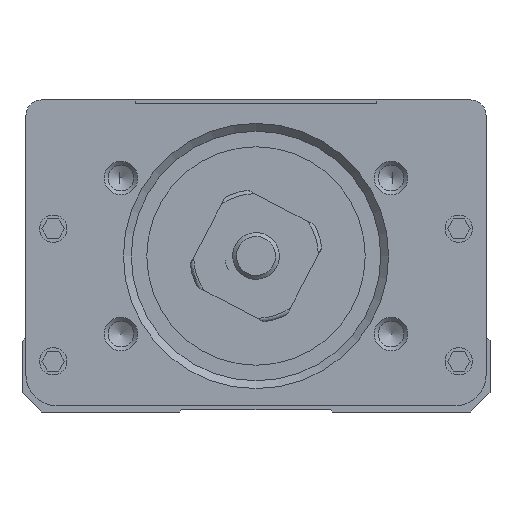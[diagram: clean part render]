
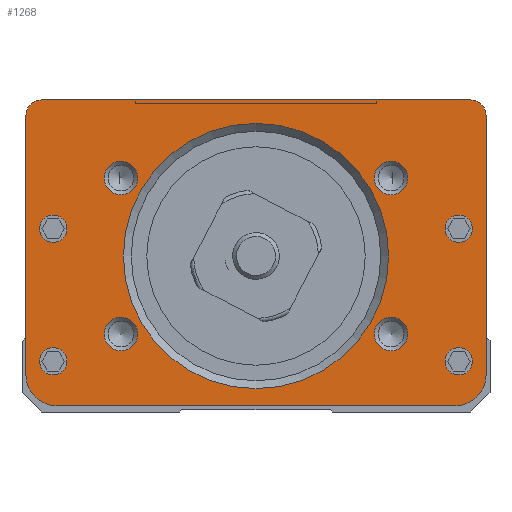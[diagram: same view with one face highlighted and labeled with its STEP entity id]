
A CAD part, front view. The second image highlights one B-rep face of the part: STEP entity #1268.
In plain terms, the highlighted face is planar.
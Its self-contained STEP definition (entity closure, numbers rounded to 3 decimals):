
#745=FACE_BOUND('',#3597,.T.);
#746=FACE_BOUND('',#3598,.T.);
#747=FACE_BOUND('',#3599,.T.);
#748=FACE_BOUND('',#3600,.T.);
#749=FACE_BOUND('',#3601,.T.);
#750=FACE_BOUND('',#3602,.T.);
#751=FACE_BOUND('',#3603,.T.);
#752=FACE_BOUND('',#3604,.T.);
#753=FACE_BOUND('',#3605,.T.);
#754=FACE_BOUND('',#3606,.T.);
#1268=ADVANCED_FACE('',(#745,#746,#747,#748,#749,#750,#751,#752,#753,#754),
#2197,.F.);
#2197=PLANE('',#16775);
#3597=EDGE_LOOP('',(#8255));
#3598=EDGE_LOOP('',(#8256));
#3599=EDGE_LOOP('',(#8257));
#3600=EDGE_LOOP('',(#8258));
#3601=EDGE_LOOP('',(#8259));
#3602=EDGE_LOOP('',(#8260));
#3603=EDGE_LOOP('',(#8261));
#3604=EDGE_LOOP('',(#8262));
#3605=EDGE_LOOP('',(#8263));
#3606=EDGE_LOOP('',(#8264,#8265,#8266,#8267,#8268,#8269,#8270,#8271));
#4893=LINE('',#23600,#6382);
#4939=LINE('',#23728,#6428);
#4941=LINE('',#23732,#6430);
#4961=LINE('',#23782,#6450);
#6382=VECTOR('',#18606,1.);
#6428=VECTOR('',#18700,1.);
#6430=VECTOR('',#18704,1.);
#6450=VECTOR('',#18750,1.);
#8255=ORIENTED_EDGE('',*,*,#14101,.T.);
#8256=ORIENTED_EDGE('',*,*,#14102,.T.);
#8257=ORIENTED_EDGE('',*,*,#14103,.T.);
#8258=ORIENTED_EDGE('',*,*,#14104,.T.);
#8259=ORIENTED_EDGE('',*,*,#14105,.T.);
#8260=ORIENTED_EDGE('',*,*,#14106,.T.);
#8261=ORIENTED_EDGE('',*,*,#14107,.T.);
#8262=ORIENTED_EDGE('',*,*,#14108,.T.);
#8263=ORIENTED_EDGE('',*,*,#14109,.T.);
#8264=ORIENTED_EDGE('',*,*,#14084,.F.);
#8265=ORIENTED_EDGE('',*,*,#14038,.F.);
#8266=ORIENTED_EDGE('',*,*,#14059,.F.);
#8267=ORIENTED_EDGE('',*,*,#14099,.F.);
#8268=ORIENTED_EDGE('',*,*,#13994,.F.);
#8269=ORIENTED_EDGE('',*,*,#14098,.F.);
#8270=ORIENTED_EDGE('',*,*,#14057,.F.);
#8271=ORIENTED_EDGE('',*,*,#14046,.F.);
#12411=VERTEX_POINT('',#23599);
#12412=VERTEX_POINT('',#23601);
#12452=VERTEX_POINT('',#23687);
#12453=VERTEX_POINT('',#23689);
#12460=VERTEX_POINT('',#23705);
#12461=VERTEX_POINT('',#23707);
#12466=VERTEX_POINT('',#23720);
#12470=VERTEX_POINT('',#23731);
#12495=VERTEX_POINT('',#23812);
#12496=VERTEX_POINT('',#23814);
#12497=VERTEX_POINT('',#23816);
#12498=VERTEX_POINT('',#23818);
#12499=VERTEX_POINT('',#23820);
#12500=VERTEX_POINT('',#23822);
#12501=VERTEX_POINT('',#23824);
#12502=VERTEX_POINT('',#23826);
#12503=VERTEX_POINT('',#23828);
#13994=EDGE_CURVE('',#12411,#12412,#4893,.T.);
#14038=EDGE_CURVE('',#12452,#12453,#16023,.T.);
#14046=EDGE_CURVE('',#12460,#12461,#16025,.T.);
#14057=EDGE_CURVE('',#12461,#12466,#4939,.T.);
#14059=EDGE_CURVE('',#12470,#12452,#4941,.T.);
#14084=EDGE_CURVE('',#12453,#12460,#4961,.T.);
#14098=EDGE_CURVE('',#12466,#12411,#16036,.T.);
#14099=EDGE_CURVE('',#12412,#12470,#16037,.T.);
#14101=EDGE_CURVE('',#12495,#12495,#16039,.T.);
#14102=EDGE_CURVE('',#12496,#12496,#16040,.T.);
#14103=EDGE_CURVE('',#12497,#12497,#16041,.T.);
#14104=EDGE_CURVE('',#12498,#12498,#16042,.T.);
#14105=EDGE_CURVE('',#12499,#12499,#16043,.T.);
#14106=EDGE_CURVE('',#12500,#12500,#16044,.T.);
#14107=EDGE_CURVE('',#12501,#12501,#16045,.T.);
#14108=EDGE_CURVE('',#12502,#12502,#16046,.T.);
#14109=EDGE_CURVE('',#12503,#12503,#16047,.T.);
#16023=CIRCLE('',#16732,4.);
#16025=CIRCLE('',#16736,4.);
#16036=CIRCLE('',#16760,2.);
#16037=CIRCLE('',#16762,2.);
#16039=CIRCLE('',#16766,2.15);
#16040=CIRCLE('',#16767,2.15);
#16041=CIRCLE('',#16768,2.15);
#16042=CIRCLE('',#16769,2.15);
#16043=CIRCLE('',#16770,17.);
#16044=CIRCLE('',#16771,1.75);
#16045=CIRCLE('',#16772,1.75);
#16046=CIRCLE('',#16773,1.75);
#16047=CIRCLE('',#16774,1.75);
#16732=AXIS2_PLACEMENT_3D('',#23688,#18670,#18671);
#16736=AXIS2_PLACEMENT_3D('',#23706,#18684,#18685);
#16760=AXIS2_PLACEMENT_3D('',#23805,#18773,#18774);
#16762=AXIS2_PLACEMENT_3D('',#23807,#18777,#18778);
#16766=AXIS2_PLACEMENT_3D('',#23811,#18785,#18786);
#16767=AXIS2_PLACEMENT_3D('',#23813,#18787,#18788);
#16768=AXIS2_PLACEMENT_3D('',#23815,#18789,#18790);
#16769=AXIS2_PLACEMENT_3D('',#23817,#18791,#18792);
#16770=AXIS2_PLACEMENT_3D('',#23819,#18793,#18794);
#16771=AXIS2_PLACEMENT_3D('',#23821,#18795,#18796);
#16772=AXIS2_PLACEMENT_3D('',#23823,#18797,#18798);
#16773=AXIS2_PLACEMENT_3D('',#23825,#18799,#18800);
#16774=AXIS2_PLACEMENT_3D('',#23827,#18801,#18802);
#16775=AXIS2_PLACEMENT_3D('',#23829,#18803,#18804);
#18606=DIRECTION('',(1.,0.,0.));
#18670=DIRECTION('',(0.,1.,0.));
#18671=DIRECTION('',(1.,0.,0.));
#18684=DIRECTION('',(0.,1.,0.));
#18685=DIRECTION('',(1.,0.,0.));
#18700=DIRECTION('',(0.,0.,1.));
#18704=DIRECTION('',(0.,0.,-1.));
#18750=DIRECTION('',(-1.,0.,0.));
#18773=DIRECTION('',(0.,1.,0.));
#18774=DIRECTION('',(0.,0.,1.));
#18777=DIRECTION('',(0.,1.,0.));
#18778=DIRECTION('',(0.,0.,1.));
#18785=DIRECTION('',(0.,1.,0.));
#18786=DIRECTION('',(0.,0.,1.));
#18787=DIRECTION('',(0.,1.,0.));
#18788=DIRECTION('',(0.,0.,1.));
#18789=DIRECTION('',(0.,1.,0.));
#18790=DIRECTION('',(0.,0.,1.));
#18791=DIRECTION('',(0.,1.,0.));
#18792=DIRECTION('',(0.,0.,1.));
#18793=DIRECTION('',(0.,1.,0.));
#18794=DIRECTION('',(0.,0.,1.));
#18795=DIRECTION('',(0.,1.,0.));
#18796=DIRECTION('',(0.,0.,1.));
#18797=DIRECTION('',(0.,1.,0.));
#18798=DIRECTION('',(0.,0.,1.));
#18799=DIRECTION('',(0.,1.,0.));
#18800=DIRECTION('',(0.,0.,1.));
#18801=DIRECTION('',(0.,1.,0.));
#18802=DIRECTION('',(0.,0.,1.));
#18803=DIRECTION('',(0.,1.,0.));
#18804=DIRECTION('',(0.,0.,-1.));
#23599=CARTESIAN_POINT('',(-27.5,-130.762,38.));
#23600=CARTESIAN_POINT('',(-25.5,-130.762,38.));
#23601=CARTESIAN_POINT('',(27.5,-130.762,38.));
#23687=CARTESIAN_POINT('',(29.5,-130.762,2.8));
#23688=CARTESIAN_POINT('',(25.5,-130.762,2.8));
#23689=CARTESIAN_POINT('',(25.5,-130.762,-1.2));
#23705=CARTESIAN_POINT('',(-25.5,-130.762,-1.2));
#23706=CARTESIAN_POINT('',(-25.5,-130.762,2.8));
#23707=CARTESIAN_POINT('',(-29.5,-130.762,2.8));
#23720=CARTESIAN_POINT('',(-29.5,-130.762,36.));
#23728=CARTESIAN_POINT('',(-29.5,-130.762,2.8));
#23731=CARTESIAN_POINT('',(29.5,-130.762,36.));
#23732=CARTESIAN_POINT('',(29.5,-130.762,39.));
#23782=CARTESIAN_POINT('',(25.5,-130.762,-1.2));
#23805=CARTESIAN_POINT('',(-27.5,-130.762,36.));
#23807=CARTESIAN_POINT('',(27.5,-130.762,36.));
#23811=CARTESIAN_POINT('',(-17.321,-130.762,28.));
#23812=CARTESIAN_POINT('',(-17.321,-130.762,30.15));
#23813=CARTESIAN_POINT('',(17.321,-130.762,8.));
#23814=CARTESIAN_POINT('',(17.321,-130.762,10.15));
#23815=CARTESIAN_POINT('',(17.321,-130.762,28.));
#23816=CARTESIAN_POINT('',(17.321,-130.762,30.15));
#23817=CARTESIAN_POINT('',(-17.321,-130.762,8.));
#23818=CARTESIAN_POINT('',(-17.321,-130.762,10.15));
#23819=CARTESIAN_POINT('',(0.,-130.762,18.));
#23820=CARTESIAN_POINT('',(0.,-130.762,35.));
#23821=CARTESIAN_POINT('',(-26.,-130.762,21.5));
#23822=CARTESIAN_POINT('',(-26.,-130.762,23.25));
#23823=CARTESIAN_POINT('',(-26.,-130.762,4.5));
#23824=CARTESIAN_POINT('',(-26.,-130.762,6.25));
#23825=CARTESIAN_POINT('',(26.,-130.762,4.5));
#23826=CARTESIAN_POINT('',(26.,-130.762,6.25));
#23827=CARTESIAN_POINT('',(26.,-130.762,21.5));
#23828=CARTESIAN_POINT('',(26.,-130.762,23.25));
#23829=CARTESIAN_POINT('',(-25.5,-130.762,2.8));
